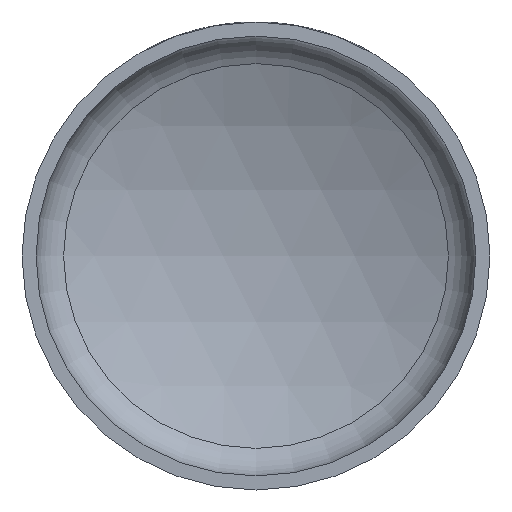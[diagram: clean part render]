
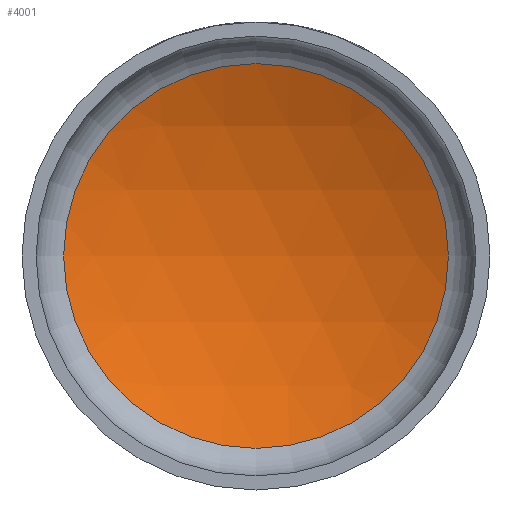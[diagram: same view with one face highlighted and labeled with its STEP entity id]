
A CAD part, front view. The second image highlights one B-rep face of the part: STEP entity #4001.
In plain terms, the highlighted spherical face has radius 133 mm.
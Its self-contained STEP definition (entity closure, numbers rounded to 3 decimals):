
#6 = DIRECTION ( 'NONE',  ( 1., 0., 0. ) ) ;
#1653 = VERTEX_POINT ( 'NONE', #2007 ) ;
#1966 = EDGE_CURVE ( 'NONE', #1653, #1653, #19526, .T. ) ;
#1999 = AXIS2_PLACEMENT_3D ( 'NONE', #5622, #5470, #7008 ) ;
#2007 = CARTESIAN_POINT ( 'NONE',  ( 0., 35.125, -54.667 ) ) ;
#4001 = ADVANCED_FACE ( 'NONE', ( #17335 ), #8059, .F. ) ;
#4978 = CARTESIAN_POINT ( 'NONE',  ( 0., -86.121, 0. ) ) ;
#5470 = DIRECTION ( 'NONE',  ( 0., -1., 0. ) ) ;
#5622 = CARTESIAN_POINT ( 'NONE',  ( 0., 35.125, 0. ) ) ;
#6895 = DIRECTION ( 'NONE',  ( 0., 0., 1. ) ) ;
#7008 = DIRECTION ( 'NONE',  ( 0., 0., -1. ) ) ;
#8059 = SPHERICAL_SURFACE ( 'NONE', #16982, 133. ) ;
#16982 = AXIS2_PLACEMENT_3D ( 'NONE', #4978, #6895, #6 ) ;
#17335 = FACE_OUTER_BOUND ( 'NONE', #19611, .T. ) ;
#19526 = CIRCLE ( 'NONE', #1999, 54.667 ) ;
#19611 = EDGE_LOOP ( 'NONE', ( #20747 ) ) ;
#20747 = ORIENTED_EDGE ( 'NONE', *, *, #1966, .T. ) ;
